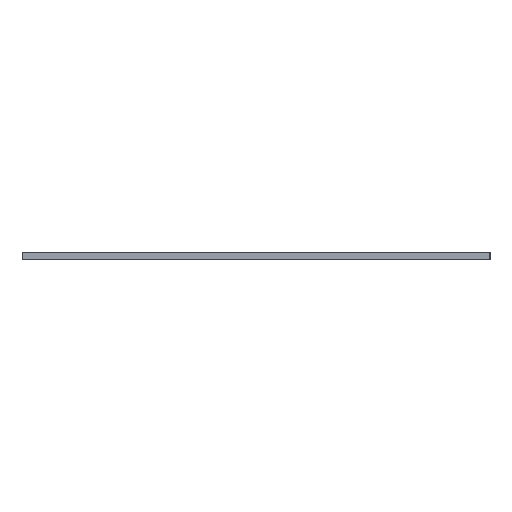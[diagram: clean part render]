
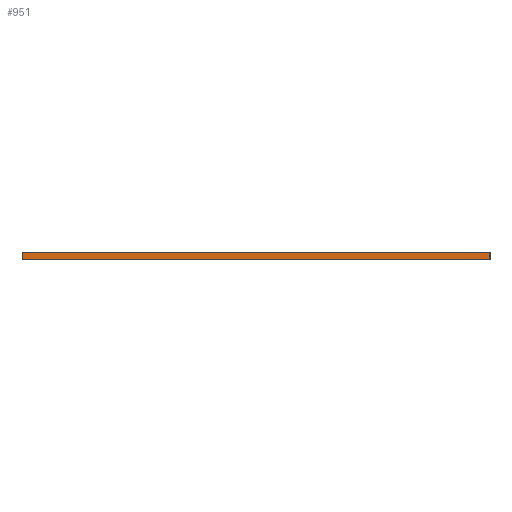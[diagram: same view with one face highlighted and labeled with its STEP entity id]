
A CAD part, front view. The second image highlights one B-rep face of the part: STEP entity #951.
In plain terms, the highlighted planar face has unit normal (0, -1, 0).
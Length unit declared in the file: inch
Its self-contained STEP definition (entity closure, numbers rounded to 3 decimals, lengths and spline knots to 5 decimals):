
#329=CARTESIAN_POINT('',(-0.49,-0.5,0.0));
#330=VERTEX_POINT('',#329);
#338=CARTESIAN_POINT('',(12.99,-0.5,0.0));
#339=VERTEX_POINT('',#338);
#340=CARTESIAN_POINT('',(-0.5,-0.5,0.0));
#341=DIRECTION('',(1.0,-0.0,0.0));
#342=VECTOR('',#341,1.0);
#343=LINE('',#340,#342);
#344=EDGE_CURVE('n� 1199',#330,#339,#343,.T.);
#881=CARTESIAN_POINT('',(12.99,-0.5,-0.22));
#882=VERTEX_POINT('',#881);
#890=CARTESIAN_POINT('',(-0.49,-0.5,-0.22));
#891=VERTEX_POINT('',#890);
#892=CARTESIAN_POINT('',(-0.5,-0.5,-0.22));
#893=DIRECTION('',(1.0,-0.0,0.0));
#894=VECTOR('',#893,1.0);
#895=LINE('',#892,#894);
#896=EDGE_CURVE('n� 1568',#891,#882,#895,.T.);
#921=CARTESIAN_POINT('',(-0.49,-0.5,0.0));
#922=DIRECTION('',(0.0,0.0,-1.0));
#923=VECTOR('',#922,1.0);
#924=LINE('',#921,#923);
#925=EDGE_CURVE('n� 1588',#330,#891,#924,.T.);
#935=ORIENTED_EDGE('',*,*,#344,.F.);
#936=ORIENTED_EDGE('',*,*,#925,.T.);
#937=ORIENTED_EDGE('',*,*,#896,.T.);
#938=CARTESIAN_POINT('',(12.99,-0.5,0.0));
#939=DIRECTION('',(0.0,0.0,1.0));
#940=VECTOR('',#939,1.0);
#941=LINE('',#938,#940);
#942=EDGE_CURVE('n� 1601',#882,#339,#941,.T.);
#943=ORIENTED_EDGE('',*,*,#942,.T.);
#944=EDGE_LOOP('',(#935,#936,#937,#943));
#945=FACE_OUTER_BOUND('',#944,.T.);
#946=CARTESIAN_POINT('',(-0.5,-0.5,0.0));
#947=DIRECTION('',(0.0,1.0,0.0));
#948=DIRECTION('',(-1.0,0.0,0.0));
#949=AXIS2_PLACEMENT_3D('',#946,#947,#948);
#950=PLANE('',#949);
#951=ADVANCED_FACE('n� 1590',(#945),#950,.F.);
